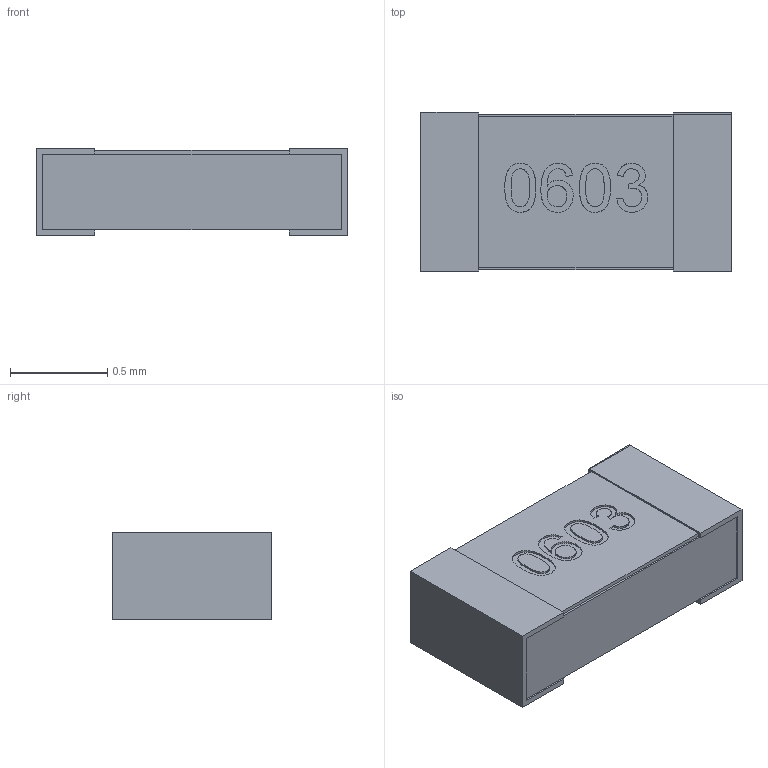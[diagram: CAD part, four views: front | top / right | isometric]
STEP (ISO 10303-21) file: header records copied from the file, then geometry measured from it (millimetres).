
FILE_DESCRIPTION( ( 'Unknown' ), '1' );
FILE_NAME( '0603 SMD Resistor.stp', 'Unknown', ( 'Unknown' ), ( 'Unknown' ), 'PSStep 15.0.49', 'Unknown', ' ' );
FILE_SCHEMA( ( 'AUTOMOTIVE_DESIGN { 1 0 10303 214 1 1 1 1 }' ) );
Length unit declared in the file: millimetre
Products named in the file (1): 1
Bounding box: 1.6 x 0.82 x 0.45 mm (x, y, z)
Volume: 0.5 mm3; surface area: 4.8 mm2
Topology: 1 solids, 1 shells, 102 faces, 265 edges, 172 vertices
Faces by surface type: plane 53, extrusion 49
Entity records: 5953 total; most frequent: CARTESIAN_POINT 2820, ORIENTED_EDGE 530, DIRECTION 324, EDGE_CURVE 265, VECTOR 216, VERTEX_POINT 172, LINE 167, B_SPLINE_CURVE_WITH_KNOTS 147
